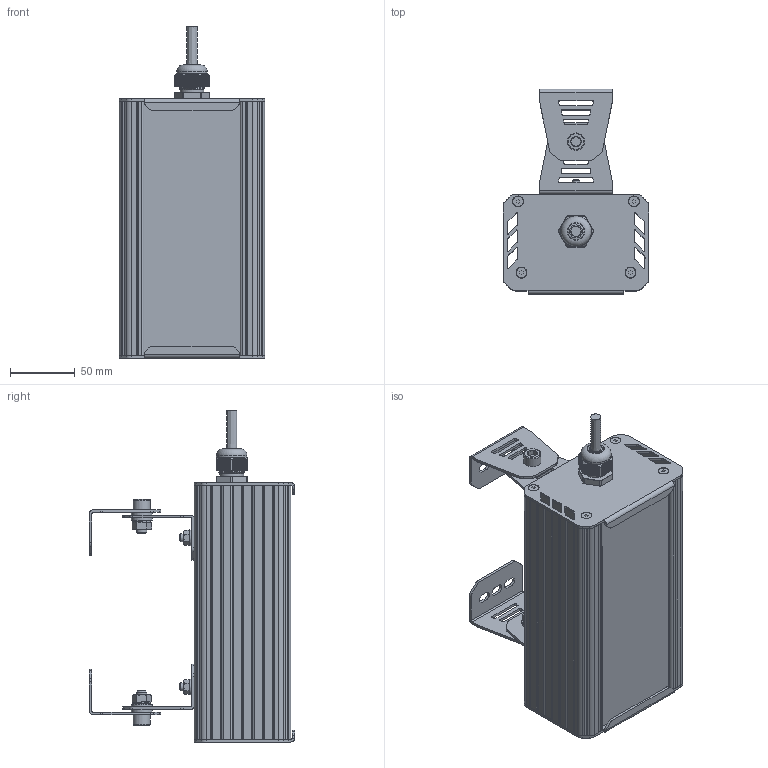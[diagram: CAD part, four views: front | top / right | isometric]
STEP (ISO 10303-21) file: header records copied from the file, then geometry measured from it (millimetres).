
FILE_DESCRIPTION(('STEP AP214'), '1');
FILE_NAME('001.0070.04.000 ÃÑÏ-Ïðèìà-20', '', ('UNSPECIFIED'), ('UNSPECIFIED'), 'C3D Converter', 'C3D Toolkit', '');
FILE_SCHEMA(('AUTOMOTIVE_DESIGN { 1 0 10303 214 3 1 1}'));
Length unit declared in the file: millimetre
Products named in the file (32): 001.0070.04.000; 001.0065.01.000
Assembly tree (54 placements, depth 4):
  001.0070.04.000
    (unnamed)
      (unnamed)
      (unnamed)
      (unnamed)  x4
      (unnamed)
      (unnamed)  x4
      (unnamed)
      (unnamed)
      (unnamed)
      (unnamed)  x2
        (unnamed)
        (unnamed)
        (unnamed)
        (unnamed)
        (unnamed)
        (unnamed)
        (unnamed)
        (unnamed)
        (unnamed)
      (unnamed)
        (unnamed)
    001.0065.01.000  x2
      (unnamed)
      (unnamed)
      (unnamed)
      (unnamed)
      (unnamed)
      (unnamed)
      (unnamed)
      (unnamed)
      (unnamed)
Bounding box: 112.19 x 158.42 x 256 mm (x, y, z)
Volume: 432227.8 mm3; surface area: 381937.8 mm2
Topology: 104 solids, 104 shells, 2356 faces, 6369 edges, 4265 vertices
Faces by surface type: plane 1331, cylinder 821, cone 166, bspline 21, torus 11, sphere 6
Full cylindrical faces by diameter (mm): 1 x6, 2 x4, 2.5 x8, 2.8 x50, 3.2 x6, 3.5 x10, 4 x8, 6 x4, 6.375 x2, 8 x12, 8.5 x8, 12 x3, 12.5 x1, 13.333 x2, 16 x5, 18.5 x3, 20 x1, 23.5 x1
Entity records: 119697 total; most frequent: CARTESIAN_POINT 49894, DIRECTION 9566, ORIENTED_EDGE 9256, EDGE_CURVE 4628, COLOUR_RGB 3910, PRESENTATION_STYLE_ASSIGNMENT 3910, AXIS2_PLACEMENT_3D 3438, VERTEX_POINT 3162
